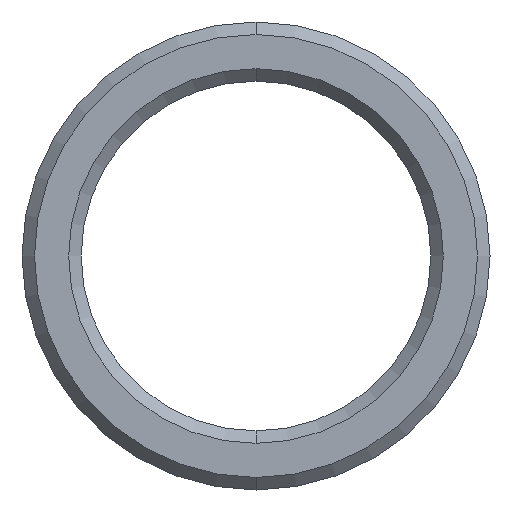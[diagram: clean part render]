
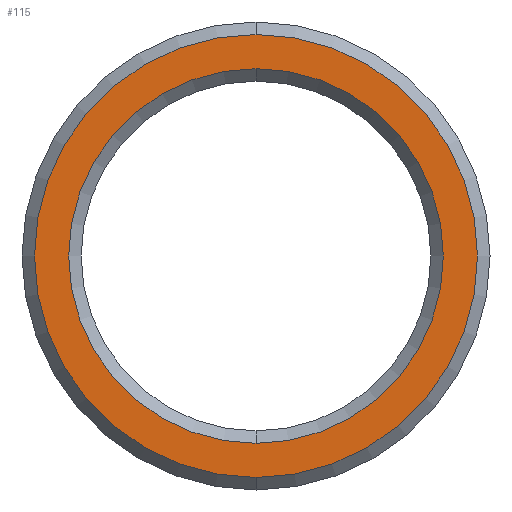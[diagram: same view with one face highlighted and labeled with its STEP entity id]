
A CAD part, front view. The second image highlights one B-rep face of the part: STEP entity #115.
In plain terms, the highlighted planar face has unit normal (0, -1, 0).
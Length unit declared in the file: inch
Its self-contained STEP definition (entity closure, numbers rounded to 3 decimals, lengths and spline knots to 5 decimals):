
#2 = EDGE_CURVE ( 'NONE', #161, #277, #377, .T. ) ;
#4 = ORIENTED_EDGE ( 'NONE', *, *, #2, .T. ) ;
#34 = VERTEX_POINT ( 'NONE', #463 ) ;
#37 = CARTESIAN_POINT ( 'NONE',  ( 0., 0., 0. ) ) ;
#86 = DIRECTION ( 'NONE',  ( 0., 0., 1. ) ) ;
#87 = CIRCLE ( 'NONE', #151, 0.17735 ) ;
#111 = ORIENTED_EDGE ( 'NONE', *, *, #751, .T. ) ;
#115 = ADVANCED_FACE ( 'NONE', ( #319, #122 ), #346, .F. ) ;
#117 = CARTESIAN_POINT ( 'NONE',  ( 0., 0., 0. ) ) ;
#122 = FACE_BOUND ( 'NONE', #766, .T. ) ;
#149 = DIRECTION ( 'NONE',  ( 0., 1., 0. ) ) ;
#151 = AXIS2_PLACEMENT_3D ( 'NONE', #117, #557, #186 ) ;
#161 = VERTEX_POINT ( 'NONE', #467 ) ;
#172 = EDGE_CURVE ( 'NONE', #277, #161, #211, .T. ) ;
#186 = DIRECTION ( 'NONE',  ( 0., 0., 1. ) ) ;
#195 = CARTESIAN_POINT ( 'NONE',  ( 0., 0., 0. ) ) ;
#211 = CIRCLE ( 'NONE', #354, 0.15 ) ;
#220 = AXIS2_PLACEMENT_3D ( 'NONE', #690, #337, #740 ) ;
#234 = ORIENTED_EDGE ( 'NONE', *, *, #324, .T. ) ;
#254 = EDGE_LOOP ( 'NONE', ( #111, #234 ) ) ;
#277 = VERTEX_POINT ( 'NONE', #673 ) ;
#287 = CARTESIAN_POINT ( 'NONE',  ( 0., 0., -0.17735 ) ) ;
#319 = FACE_OUTER_BOUND ( 'NONE', #254, .T. ) ;
#324 = EDGE_CURVE ( 'NONE', #476, #34, #87, .T. ) ;
#337 = DIRECTION ( 'NONE',  ( 0., -1., 0. ) ) ;
#346 = PLANE ( 'NONE',  #394 ) ;
#354 = AXIS2_PLACEMENT_3D ( 'NONE', #195, #503, #383 ) ;
#377 = CIRCLE ( 'NONE', #725, 0.15 ) ;
#383 = DIRECTION ( 'NONE',  ( 0., 0., 1. ) ) ;
#394 = AXIS2_PLACEMENT_3D ( 'NONE', #637, #581, #86 ) ;
#416 = CIRCLE ( 'NONE', #220, 0.17735 ) ;
#463 = CARTESIAN_POINT ( 'NONE',  ( 0., 0., 0.17735 ) ) ;
#467 = CARTESIAN_POINT ( 'NONE',  ( 0., 0., -0.15 ) ) ;
#476 = VERTEX_POINT ( 'NONE', #287 ) ;
#503 = DIRECTION ( 'NONE',  ( 0., 1., 0. ) ) ;
#557 = DIRECTION ( 'NONE',  ( 0., -1., 0. ) ) ;
#581 = DIRECTION ( 'NONE',  ( 0., 1., 0. ) ) ;
#637 = CARTESIAN_POINT ( 'NONE',  ( 0., 0., 0. ) ) ;
#673 = CARTESIAN_POINT ( 'NONE',  ( 0., 0., 0.15 ) ) ;
#690 = CARTESIAN_POINT ( 'NONE',  ( 0., 0., 0. ) ) ;
#699 = DIRECTION ( 'NONE',  ( 0., 0., 1. ) ) ;
#725 = AXIS2_PLACEMENT_3D ( 'NONE', #37, #149, #699 ) ;
#740 = DIRECTION ( 'NONE',  ( 0., 0., 1. ) ) ;
#751 = EDGE_CURVE ( 'NONE', #34, #476, #416, .T. ) ;
#755 = ORIENTED_EDGE ( 'NONE', *, *, #172, .T. ) ;
#766 = EDGE_LOOP ( 'NONE', ( #4, #755 ) ) ;
